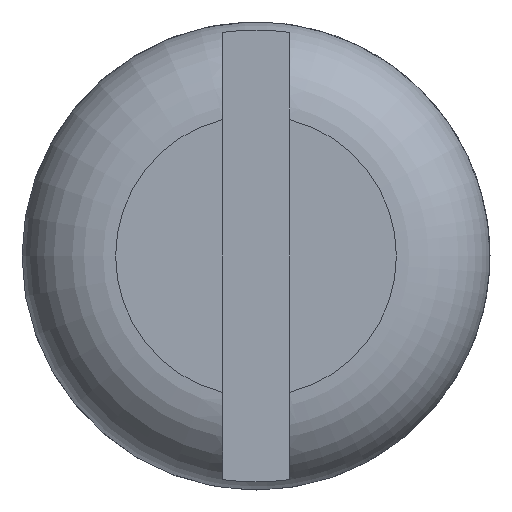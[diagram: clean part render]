
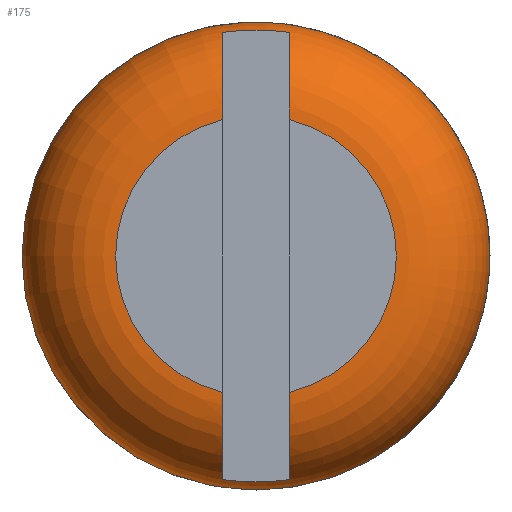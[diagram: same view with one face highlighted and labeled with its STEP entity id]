
A CAD part, left-side view. The second image highlights one B-rep face of the part: STEP entity #175.
In plain terms, the highlighted toroidal (fillet/blend) face has major radius 2.1 mm and minor radius 1.4 mm.
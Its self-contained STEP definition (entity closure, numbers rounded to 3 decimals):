
#19=TOROIDAL_SURFACE('',#197,2.1,1.4);
#28=B_SPLINE_CURVE_WITH_KNOTS('',3,(#279,#280,#281,#282,#283,#284,#285,
#286),.UNSPECIFIED.,.F.,.F.,(4,2,2,4),(0.054,0.103,
0.156,0.209),.UNSPECIFIED.);
#29=B_SPLINE_CURVE_WITH_KNOTS('',3,(#290,#291,#292,#293,#294,#295,#296,
#297),.UNSPECIFIED.,.F.,.F.,(4,2,2,4),(0.642,0.695,
0.747,0.796),.UNSPECIFIED.);
#30=B_SPLINE_CURVE_WITH_KNOTS('',3,(#302,#303,#304,#305,#306,#307,#308,
#309),.UNSPECIFIED.,.F.,.F.,(4,2,2,4),(0.642,0.695,
0.747,0.796),.UNSPECIFIED.);
#31=B_SPLINE_CURVE_WITH_KNOTS('',3,(#313,#314,#315,#316,#317,#318,#319,
#320),.UNSPECIFIED.,.F.,.F.,(4,2,2,4),(0.054,0.103,
0.156,0.209),.UNSPECIFIED.);
#43=FACE_BOUND('',#72,.T.);
#56=FACE_OUTER_BOUND('',#71,.T.);
#71=EDGE_LOOP('',(#147,#148,#149,#150,#151,#152,#153,#154));
#72=EDGE_LOOP('',(#155));
#84=CIRCLE('',#191,3.383);
#85=CIRCLE('',#192,3.383);
#86=CIRCLE('',#194,2.1);
#87=CIRCLE('',#196,2.1);
#88=CIRCLE('',#198,3.5);
#95=VERTEX_POINT('',#277);
#96=VERTEX_POINT('',#278);
#97=VERTEX_POINT('',#287);
#98=VERTEX_POINT('',#289);
#99=VERTEX_POINT('',#300);
#100=VERTEX_POINT('',#301);
#101=VERTEX_POINT('',#310);
#102=VERTEX_POINT('',#312);
#103=VERTEX_POINT('',#330);
#110=EDGE_CURVE('',#95,#96,#28,.T.);
#112=EDGE_CURVE('',#98,#97,#29,.T.);
#114=EDGE_CURVE('',#99,#100,#30,.T.);
#116=EDGE_CURVE('',#102,#101,#31,.T.);
#118=EDGE_CURVE('',#100,#95,#84,.T.);
#119=EDGE_CURVE('',#97,#102,#85,.T.);
#120=EDGE_CURVE('',#101,#99,#86,.T.);
#121=EDGE_CURVE('',#96,#98,#87,.T.);
#122=EDGE_CURVE('',#103,#103,#88,.T.);
#147=ORIENTED_EDGE('',*,*,#110,.T.);
#148=ORIENTED_EDGE('',*,*,#121,.T.);
#149=ORIENTED_EDGE('',*,*,#112,.T.);
#150=ORIENTED_EDGE('',*,*,#119,.T.);
#151=ORIENTED_EDGE('',*,*,#116,.T.);
#152=ORIENTED_EDGE('',*,*,#120,.T.);
#153=ORIENTED_EDGE('',*,*,#114,.T.);
#154=ORIENTED_EDGE('',*,*,#118,.T.);
#155=ORIENTED_EDGE('',*,*,#122,.T.);
#175=ADVANCED_FACE('',(#56,#43),#19,.T.);
#191=AXIS2_PLACEMENT_3D('',#323,#232,#233);
#192=AXIS2_PLACEMENT_3D('',#324,#234,#235);
#194=AXIS2_PLACEMENT_3D('',#326,#238,#239);
#196=AXIS2_PLACEMENT_3D('',#328,#242,#243);
#197=AXIS2_PLACEMENT_3D('',#329,#244,#245);
#198=AXIS2_PLACEMENT_3D('',#331,#246,#247);
#232=DIRECTION('center_axis',(1.,0.,0.));
#233=DIRECTION('ref_axis',(0.,0.,-1.));
#234=DIRECTION('center_axis',(1.,0.,0.));
#235=DIRECTION('ref_axis',(0.,0.,-1.));
#238=DIRECTION('center_axis',(1.,0.,0.));
#239=DIRECTION('ref_axis',(0.,-1.,0.));
#242=DIRECTION('center_axis',(1.,0.,0.));
#243=DIRECTION('ref_axis',(0.,-1.,0.));
#244=DIRECTION('center_axis',(1.,0.,0.));
#245=DIRECTION('ref_axis',(0.,0.,-1.));
#246=DIRECTION('center_axis',(-1.,0.,0.));
#247=DIRECTION('ref_axis',(0.,-1.,0.));
#277=CARTESIAN_POINT('',(-1.26,-0.5,3.346));
#278=CARTESIAN_POINT('',(-2.1,-0.5,2.039));
#279=CARTESIAN_POINT('Ctrl Pts',(-1.26,-0.5,3.346));
#280=CARTESIAN_POINT('Ctrl Pts',(-1.412,-0.5,3.279));
#281=CARTESIAN_POINT('Ctrl Pts',(-1.572,-0.5,3.168));
#282=CARTESIAN_POINT('Ctrl Pts',(-1.81,-0.5,2.929));
#283=CARTESIAN_POINT('Ctrl Pts',(-1.925,-0.5,2.754));
#284=CARTESIAN_POINT('Ctrl Pts',(-2.059,-0.5,2.427));
#285=CARTESIAN_POINT('Ctrl Pts',(-2.1,-0.5,2.218));
#286=CARTESIAN_POINT('Ctrl Pts',(-2.1,-0.5,2.039));
#287=CARTESIAN_POINT('',(-1.26,-0.5,-3.346));
#289=CARTESIAN_POINT('',(-2.1,-0.5,-2.039));
#290=CARTESIAN_POINT('Ctrl Pts',(-2.1,-0.5,-2.039));
#291=CARTESIAN_POINT('Ctrl Pts',(-2.1,-0.5,-2.218));
#292=CARTESIAN_POINT('Ctrl Pts',(-2.059,-0.5,-2.427));
#293=CARTESIAN_POINT('Ctrl Pts',(-1.925,-0.5,-2.754));
#294=CARTESIAN_POINT('Ctrl Pts',(-1.81,-0.5,-2.929));
#295=CARTESIAN_POINT('Ctrl Pts',(-1.572,-0.5,-3.168));
#296=CARTESIAN_POINT('Ctrl Pts',(-1.412,-0.5,-3.279));
#297=CARTESIAN_POINT('Ctrl Pts',(-1.26,-0.5,-3.346));
#300=CARTESIAN_POINT('',(-2.1,0.5,2.039));
#301=CARTESIAN_POINT('',(-1.26,0.5,3.346));
#302=CARTESIAN_POINT('Ctrl Pts',(-2.1,0.5,2.039));
#303=CARTESIAN_POINT('Ctrl Pts',(-2.1,0.5,2.218));
#304=CARTESIAN_POINT('Ctrl Pts',(-2.059,0.5,2.427));
#305=CARTESIAN_POINT('Ctrl Pts',(-1.925,0.5,2.754));
#306=CARTESIAN_POINT('Ctrl Pts',(-1.81,0.5,2.929));
#307=CARTESIAN_POINT('Ctrl Pts',(-1.572,0.5,3.168));
#308=CARTESIAN_POINT('Ctrl Pts',(-1.412,0.5,3.279));
#309=CARTESIAN_POINT('Ctrl Pts',(-1.26,0.5,3.346));
#310=CARTESIAN_POINT('',(-2.1,0.5,-2.039));
#312=CARTESIAN_POINT('',(-1.26,0.5,-3.346));
#313=CARTESIAN_POINT('Ctrl Pts',(-1.26,0.5,-3.346));
#314=CARTESIAN_POINT('Ctrl Pts',(-1.412,0.5,-3.279));
#315=CARTESIAN_POINT('Ctrl Pts',(-1.572,0.5,-3.168));
#316=CARTESIAN_POINT('Ctrl Pts',(-1.81,0.5,-2.929));
#317=CARTESIAN_POINT('Ctrl Pts',(-1.925,0.5,-2.754));
#318=CARTESIAN_POINT('Ctrl Pts',(-2.059,0.5,-2.427));
#319=CARTESIAN_POINT('Ctrl Pts',(-2.1,0.5,-2.218));
#320=CARTESIAN_POINT('Ctrl Pts',(-2.1,0.5,-2.039));
#323=CARTESIAN_POINT('Origin',(-1.26,0.,0.));
#324=CARTESIAN_POINT('Origin',(-1.26,0.,0.));
#326=CARTESIAN_POINT('Origin',(-2.1,0.,0.));
#328=CARTESIAN_POINT('Origin',(-2.1,0.,0.));
#329=CARTESIAN_POINT('Origin',(-0.7,0.,0.));
#330=CARTESIAN_POINT('',(-0.7,3.5,0.));
#331=CARTESIAN_POINT('Origin',(-0.7,0.,0.));
